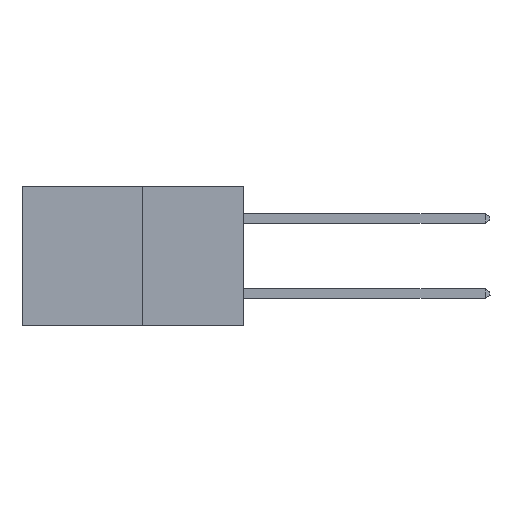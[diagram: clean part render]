
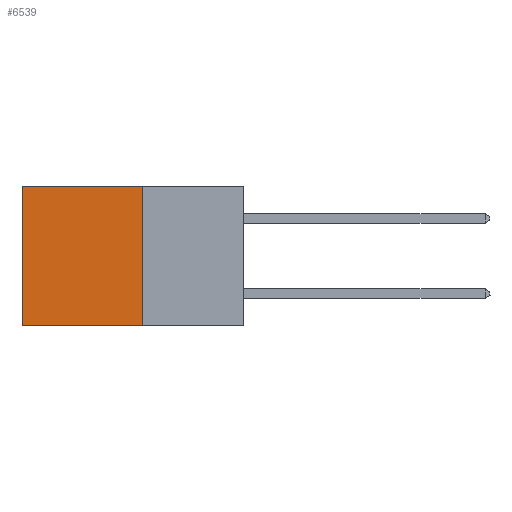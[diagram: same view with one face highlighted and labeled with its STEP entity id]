
A CAD part, left-side view. The second image highlights one B-rep face of the part: STEP entity #6539.
In plain terms, the highlighted planar face has unit normal (-1, 0, 0).
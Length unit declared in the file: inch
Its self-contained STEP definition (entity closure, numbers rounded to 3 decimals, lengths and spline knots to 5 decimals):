
#1966 = LINE ( 'NONE', #19939, #7171 ) ;
#1980 = VERTEX_POINT ( 'NONE', #26575 ) ;
#4199 = EDGE_LOOP ( 'NONE', ( #9207, #27363, #19188, #22042 ) ) ;
#5055 = VECTOR ( 'NONE', #11961, 39.37008 ) ;
#5682 = CARTESIAN_POINT ( 'NONE',  ( 0.277, 0.27, -0.37 ) ) ;
#6539 = ADVANCED_FACE ( 'NONE', ( #16423 ), #10056, .F. ) ;
#7171 = VECTOR ( 'NONE', #22057, 39.37008 ) ;
#7898 = DIRECTION ( 'NONE',  ( 0., 0., -1. ) ) ;
#7906 = DIRECTION ( 'NONE',  ( 0., 1., 0. ) ) ;
#8142 = CARTESIAN_POINT ( 'NONE',  ( 0.277, 0.59, -0.37 ) ) ;
#9207 = ORIENTED_EDGE ( 'NONE', *, *, #15971, .T. ) ;
#10056 = PLANE ( 'NONE',  #11481 ) ;
#10092 = LINE ( 'NONE', #24627, #28325 ) ;
#10140 = EDGE_CURVE ( 'NONE', #1980, #21715, #22747, .T. ) ;
#10162 = CARTESIAN_POINT ( 'NONE',  ( 0.277, 0.27, 0. ) ) ;
#11413 = DIRECTION ( 'NONE',  ( 0., 0., -1. ) ) ;
#11481 = AXIS2_PLACEMENT_3D ( 'NONE', #5682, #21192, #7898 ) ;
#11961 = DIRECTION ( 'NONE',  ( 0., 1., 0. ) ) ;
#15059 = LINE ( 'NONE', #10162, #26050 ) ;
#15971 = EDGE_CURVE ( 'NONE', #25364, #21715, #10092, .T. ) ;
#16423 = FACE_OUTER_BOUND ( 'NONE', #4199, .T. ) ;
#17063 = CARTESIAN_POINT ( 'NONE',  ( 0.277, 0.27, 0. ) ) ;
#19188 = ORIENTED_EDGE ( 'NONE', *, *, #27036, .F. ) ;
#19939 = CARTESIAN_POINT ( 'NONE',  ( 0.277, 0.27, -0.37 ) ) ;
#20741 = CARTESIAN_POINT ( 'NONE',  ( 0.277, 0.27, -0.37 ) ) ;
#21192 = DIRECTION ( 'NONE',  ( 1., 0., 0. ) ) ;
#21627 = CARTESIAN_POINT ( 'NONE',  ( 0.277, 0.59, 0. ) ) ;
#21715 = VERTEX_POINT ( 'NONE', #8142 ) ;
#22042 = ORIENTED_EDGE ( 'NONE', *, *, #22393, .T. ) ;
#22057 = DIRECTION ( 'NONE',  ( 0., 0., -1. ) ) ;
#22393 = EDGE_CURVE ( 'NONE', #26837, #25364, #15059, .T. ) ;
#22747 = LINE ( 'NONE', #20741, #5055 ) ;
#24627 = CARTESIAN_POINT ( 'NONE',  ( 0.277, 0.59, -0.37 ) ) ;
#25364 = VERTEX_POINT ( 'NONE', #21627 ) ;
#26050 = VECTOR ( 'NONE', #7906, 39.37008 ) ;
#26575 = CARTESIAN_POINT ( 'NONE',  ( 0.277, 0.27, -0.37 ) ) ;
#26837 = VERTEX_POINT ( 'NONE', #17063 ) ;
#27036 = EDGE_CURVE ( 'NONE', #26837, #1980, #1966, .T. ) ;
#27363 = ORIENTED_EDGE ( 'NONE', *, *, #10140, .F. ) ;
#28325 = VECTOR ( 'NONE', #11413, 39.37008 ) ;
